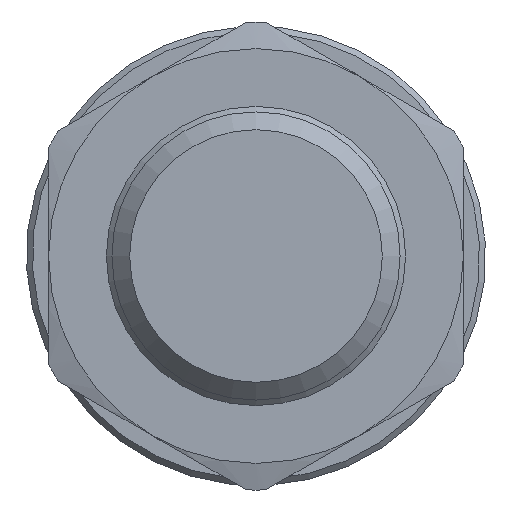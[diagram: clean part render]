
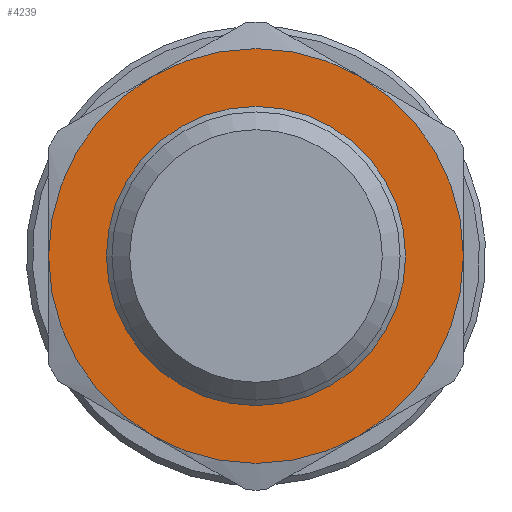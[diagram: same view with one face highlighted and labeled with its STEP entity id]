
A CAD part, left-side view. The second image highlights one B-rep face of the part: STEP entity #4239.
In plain terms, the highlighted planar face has unit normal (-1, 0, 0).
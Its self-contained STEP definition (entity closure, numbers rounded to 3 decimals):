
#915=FACE_BOUND('',#1317,.T.);
#1040=FACE_OUTER_BOUND('',#1316,.T.);
#1316=EDGE_LOOP('',(#2979,#2980,#2981,#2982,#2983,#2984));
#1317=EDGE_LOOP('',(#2985));
#1642=CIRCLE('',#4552,7.);
#1643=CIRCLE('',#4554,7.);
#1644=CIRCLE('',#4556,7.);
#1645=CIRCLE('',#4558,7.);
#1646=CIRCLE('',#4560,7.);
#1649=CIRCLE('',#4567,5.05);
#1650=CIRCLE('',#4569,7.);
#1806=VERTEX_POINT('',#5811);
#1812=VERTEX_POINT('',#5832);
#1818=VERTEX_POINT('',#5853);
#1824=VERTEX_POINT('',#5874);
#1830=VERTEX_POINT('',#5895);
#1837=VERTEX_POINT('',#5946);
#1840=VERTEX_POINT('',#5970);
#2288=EDGE_CURVE('',#1806,#1837,#1642,.T.);
#2291=EDGE_CURVE('',#1837,#1830,#1643,.T.);
#2292=EDGE_CURVE('',#1830,#1824,#1644,.T.);
#2293=EDGE_CURVE('',#1824,#1818,#1645,.T.);
#2294=EDGE_CURVE('',#1818,#1812,#1646,.T.);
#2297=EDGE_CURVE('',#1840,#1840,#1649,.T.);
#2298=EDGE_CURVE('',#1812,#1806,#1650,.T.);
#2979=ORIENTED_EDGE('',*,*,#2291,.F.);
#2980=ORIENTED_EDGE('',*,*,#2288,.F.);
#2981=ORIENTED_EDGE('',*,*,#2298,.F.);
#2982=ORIENTED_EDGE('',*,*,#2294,.F.);
#2983=ORIENTED_EDGE('',*,*,#2293,.F.);
#2984=ORIENTED_EDGE('',*,*,#2292,.F.);
#2985=ORIENTED_EDGE('',*,*,#2297,.T.);
#4143=PLANE('',#4568);
#4239=ADVANCED_FACE('',(#1040,#915),#4143,.T.);
#4552=AXIS2_PLACEMENT_3D('',#5947,#4956,#4957);
#4554=AXIS2_PLACEMENT_3D('',#5955,#4960,#4961);
#4556=AXIS2_PLACEMENT_3D('',#5957,#4964,#4965);
#4558=AXIS2_PLACEMENT_3D('',#5959,#4968,#4969);
#4560=AXIS2_PLACEMENT_3D('',#5961,#4972,#4973);
#4567=AXIS2_PLACEMENT_3D('',#5971,#4986,#4987);
#4568=AXIS2_PLACEMENT_3D('',#5972,#4988,#4989);
#4569=AXIS2_PLACEMENT_3D('',#5973,#4990,#4991);
#4956=DIRECTION('center_axis',(1.,0.,0.));
#4957=DIRECTION('ref_axis',(0.,1.,0.));
#4960=DIRECTION('center_axis',(1.,0.,0.));
#4961=DIRECTION('ref_axis',(0.,1.,0.));
#4964=DIRECTION('center_axis',(1.,0.,0.));
#4965=DIRECTION('ref_axis',(0.,1.,0.));
#4968=DIRECTION('center_axis',(1.,0.,0.));
#4969=DIRECTION('ref_axis',(0.,1.,0.));
#4972=DIRECTION('center_axis',(1.,0.,0.));
#4973=DIRECTION('ref_axis',(0.,1.,0.));
#4986=DIRECTION('center_axis',(1.,0.,0.));
#4987=DIRECTION('ref_axis',(0.,1.,0.));
#4988=DIRECTION('center_axis',(-1.,0.,0.));
#4989=DIRECTION('ref_axis',(0.,0.,1.));
#4990=DIRECTION('center_axis',(1.,0.,0.));
#4991=DIRECTION('ref_axis',(0.,1.,0.));
#5811=CARTESIAN_POINT('',(7.,3.5,-6.062));
#5832=CARTESIAN_POINT('',(7.,-3.5,-6.062));
#5853=CARTESIAN_POINT('',(7.,-7.,0.));
#5874=CARTESIAN_POINT('',(7.,-3.5,6.062));
#5895=CARTESIAN_POINT('',(7.,3.5,6.062));
#5946=CARTESIAN_POINT('',(7.,7.,0.));
#5947=CARTESIAN_POINT('Origin',(7.,0.,0.));
#5955=CARTESIAN_POINT('Origin',(7.,0.,0.));
#5957=CARTESIAN_POINT('Origin',(7.,0.,0.));
#5959=CARTESIAN_POINT('Origin',(7.,0.,0.));
#5961=CARTESIAN_POINT('Origin',(7.,0.,0.));
#5970=CARTESIAN_POINT('',(7.,5.05,0.));
#5971=CARTESIAN_POINT('Origin',(7.,0.,0.));
#5972=CARTESIAN_POINT('Origin',(7.,6.025,0.));
#5973=CARTESIAN_POINT('Origin',(7.,0.,0.));
